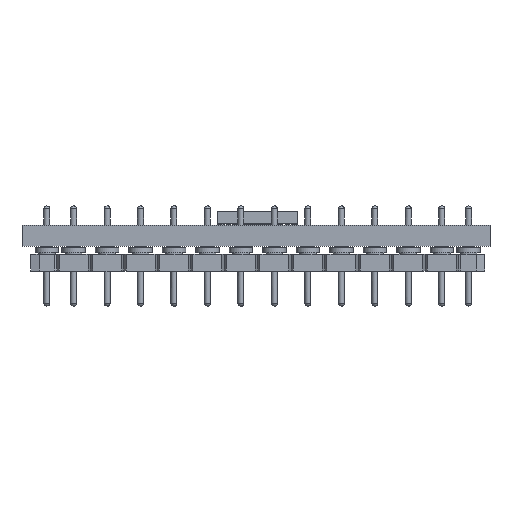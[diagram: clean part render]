
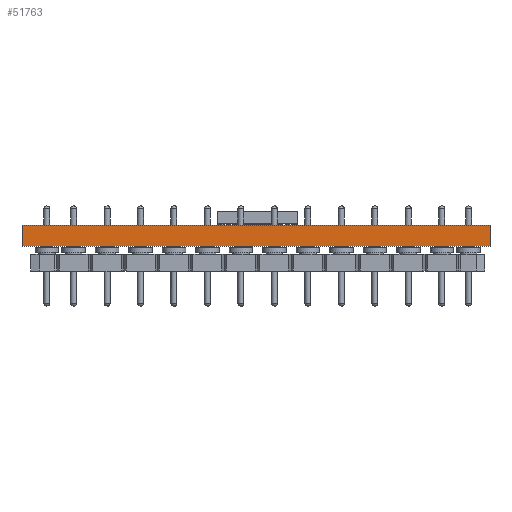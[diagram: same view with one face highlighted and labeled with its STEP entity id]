
A CAD part, front view. The second image highlights one B-rep face of the part: STEP entity #51763.
In plain terms, the highlighted planar face has unit normal (0, -1, 0).
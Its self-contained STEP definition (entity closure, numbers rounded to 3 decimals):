
#51647 = EDGE_CURVE('',#51648,#51650,#51652,.T.);
#51648 = VERTEX_POINT('',#51649);
#51649 = CARTESIAN_POINT('',(17.755,-20.676,0.));
#51650 = VERTEX_POINT('',#51651);
#51651 = CARTESIAN_POINT('',(17.755,-20.676,1.6));
#51652 = SURFACE_CURVE('',#51653,(#51657,#51669),.PCURVE_S1.);
#51653 = LINE('',#51654,#51655);
#51654 = CARTESIAN_POINT('',(17.755,-20.676,0.));
#51655 = VECTOR('',#51656,1.);
#51656 = DIRECTION('',(0.,0.,1.));
#51657 = PCURVE('',#51658,#51663);
#51658 = PLANE('',#51659);
#51659 = AXIS2_PLACEMENT_3D('',#51660,#51661,#51662);
#51660 = CARTESIAN_POINT('',(17.755,-20.676,0.));
#51661 = DIRECTION('',(-1.,0.,0.));
#51662 = DIRECTION('',(0.,1.,0.));
#51663 = DEFINITIONAL_REPRESENTATION('',(#51664),#51668);
#51664 = LINE('',#51665,#51666);
#51665 = CARTESIAN_POINT('',(0.,0.));
#51666 = VECTOR('',#51667,1.);
#51667 = DIRECTION('',(0.,-1.));
#51668 = ( GEOMETRIC_REPRESENTATION_CONTEXT(2) 
PARAMETRIC_REPRESENTATION_CONTEXT() REPRESENTATION_CONTEXT('2D SPACE',''
  ) );
#51669 = PCURVE('',#51670,#51675);
#51670 = PLANE('',#51671);
#51671 = AXIS2_PLACEMENT_3D('',#51672,#51673,#51674);
#51672 = CARTESIAN_POINT('',(-17.755,-20.676,0.));
#51673 = DIRECTION('',(0.,1.,0.));
#51674 = DIRECTION('',(1.,0.,0.));
#51675 = DEFINITIONAL_REPRESENTATION('',(#51676),#51680);
#51676 = LINE('',#51677,#51678);
#51677 = CARTESIAN_POINT('',(35.509,0.));
#51678 = VECTOR('',#51679,1.);
#51679 = DIRECTION('',(0.,-1.));
#51680 = ( GEOMETRIC_REPRESENTATION_CONTEXT(2) 
PARAMETRIC_REPRESENTATION_CONTEXT() REPRESENTATION_CONTEXT('2D SPACE',''
  ) );
#51698 = PLANE('',#51699);
#51699 = AXIS2_PLACEMENT_3D('',#51700,#51701,#51702);
#51700 = CARTESIAN_POINT('',(0.,0.,1.6)
  );
#51701 = DIRECTION('',(0.,0.,1.));
#51702 = DIRECTION('',(1.,0.,-0.));
#51752 = PLANE('',#51753);
#51753 = AXIS2_PLACEMENT_3D('',#51754,#51755,#51756);
#51754 = CARTESIAN_POINT('',(0.,0.,0.)
  );
#51755 = DIRECTION('',(0.,0.,1.));
#51756 = DIRECTION('',(1.,0.,-0.));
#51763 = ADVANCED_FACE('',(#51764),#51670,.F.);
#51764 = FACE_BOUND('',#51765,.F.);
#51765 = EDGE_LOOP('',(#51766,#51796,#51817,#51818));
#51766 = ORIENTED_EDGE('',*,*,#51767,.T.);
#51767 = EDGE_CURVE('',#51768,#51770,#51772,.T.);
#51768 = VERTEX_POINT('',#51769);
#51769 = CARTESIAN_POINT('',(-17.755,-20.676,0.));
#51770 = VERTEX_POINT('',#51771);
#51771 = CARTESIAN_POINT('',(-17.755,-20.676,1.6));
#51772 = SURFACE_CURVE('',#51773,(#51777,#51784),.PCURVE_S1.);
#51773 = LINE('',#51774,#51775);
#51774 = CARTESIAN_POINT('',(-17.755,-20.676,0.));
#51775 = VECTOR('',#51776,1.);
#51776 = DIRECTION('',(0.,0.,1.));
#51777 = PCURVE('',#51670,#51778);
#51778 = DEFINITIONAL_REPRESENTATION('',(#51779),#51783);
#51779 = LINE('',#51780,#51781);
#51780 = CARTESIAN_POINT('',(0.,0.));
#51781 = VECTOR('',#51782,1.);
#51782 = DIRECTION('',(0.,-1.));
#51783 = ( GEOMETRIC_REPRESENTATION_CONTEXT(2) 
PARAMETRIC_REPRESENTATION_CONTEXT() REPRESENTATION_CONTEXT('2D SPACE',''
  ) );
#51784 = PCURVE('',#51785,#51790);
#51785 = PLANE('',#51786);
#51786 = AXIS2_PLACEMENT_3D('',#51787,#51788,#51789);
#51787 = CARTESIAN_POINT('',(-17.755,20.676,0.));
#51788 = DIRECTION('',(1.,0.,-0.));
#51789 = DIRECTION('',(0.,-1.,0.));
#51790 = DEFINITIONAL_REPRESENTATION('',(#51791),#51795);
#51791 = LINE('',#51792,#51793);
#51792 = CARTESIAN_POINT('',(41.351,0.));
#51793 = VECTOR('',#51794,1.);
#51794 = DIRECTION('',(0.,-1.));
#51795 = ( GEOMETRIC_REPRESENTATION_CONTEXT(2) 
PARAMETRIC_REPRESENTATION_CONTEXT() REPRESENTATION_CONTEXT('2D SPACE',''
  ) );
#51796 = ORIENTED_EDGE('',*,*,#51797,.T.);
#51797 = EDGE_CURVE('',#51770,#51650,#51798,.T.);
#51798 = SURFACE_CURVE('',#51799,(#51803,#51810),.PCURVE_S1.);
#51799 = LINE('',#51800,#51801);
#51800 = CARTESIAN_POINT('',(-17.755,-20.676,1.6));
#51801 = VECTOR('',#51802,1.);
#51802 = DIRECTION('',(1.,0.,0.));
#51803 = PCURVE('',#51670,#51804);
#51804 = DEFINITIONAL_REPRESENTATION('',(#51805),#51809);
#51805 = LINE('',#51806,#51807);
#51806 = CARTESIAN_POINT('',(0.,-1.6));
#51807 = VECTOR('',#51808,1.);
#51808 = DIRECTION('',(1.,0.));
#51809 = ( GEOMETRIC_REPRESENTATION_CONTEXT(2) 
PARAMETRIC_REPRESENTATION_CONTEXT() REPRESENTATION_CONTEXT('2D SPACE',''
  ) );
#51810 = PCURVE('',#51698,#51811);
#51811 = DEFINITIONAL_REPRESENTATION('',(#51812),#51816);
#51812 = LINE('',#51813,#51814);
#51813 = CARTESIAN_POINT('',(-17.755,-20.676));
#51814 = VECTOR('',#51815,1.);
#51815 = DIRECTION('',(1.,0.));
#51816 = ( GEOMETRIC_REPRESENTATION_CONTEXT(2) 
PARAMETRIC_REPRESENTATION_CONTEXT() REPRESENTATION_CONTEXT('2D SPACE',''
  ) );
#51817 = ORIENTED_EDGE('',*,*,#51647,.F.);
#51818 = ORIENTED_EDGE('',*,*,#51819,.F.);
#51819 = EDGE_CURVE('',#51768,#51648,#51820,.T.);
#51820 = SURFACE_CURVE('',#51821,(#51825,#51832),.PCURVE_S1.);
#51821 = LINE('',#51822,#51823);
#51822 = CARTESIAN_POINT('',(-17.755,-20.676,0.));
#51823 = VECTOR('',#51824,1.);
#51824 = DIRECTION('',(1.,0.,0.));
#51825 = PCURVE('',#51670,#51826);
#51826 = DEFINITIONAL_REPRESENTATION('',(#51827),#51831);
#51827 = LINE('',#51828,#51829);
#51828 = CARTESIAN_POINT('',(0.,0.));
#51829 = VECTOR('',#51830,1.);
#51830 = DIRECTION('',(1.,0.));
#51831 = ( GEOMETRIC_REPRESENTATION_CONTEXT(2) 
PARAMETRIC_REPRESENTATION_CONTEXT() REPRESENTATION_CONTEXT('2D SPACE',''
  ) );
#51832 = PCURVE('',#51752,#51833);
#51833 = DEFINITIONAL_REPRESENTATION('',(#51834),#51838);
#51834 = LINE('',#51835,#51836);
#51835 = CARTESIAN_POINT('',(-17.755,-20.676));
#51836 = VECTOR('',#51837,1.);
#51837 = DIRECTION('',(1.,0.));
#51838 = ( GEOMETRIC_REPRESENTATION_CONTEXT(2) 
PARAMETRIC_REPRESENTATION_CONTEXT() REPRESENTATION_CONTEXT('2D SPACE',''
  ) );
